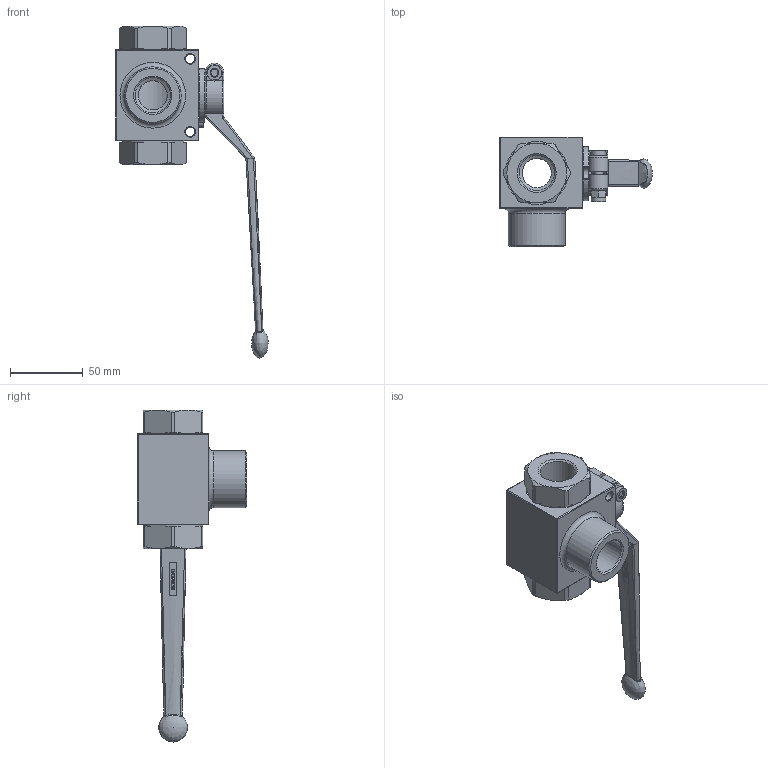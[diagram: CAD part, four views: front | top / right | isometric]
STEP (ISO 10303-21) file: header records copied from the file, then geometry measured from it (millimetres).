
FILE_DESCRIPTION(/* description */ ('Unknown','CAx-IF Rec.Pracs.---Representation and Presentation of Product Manufacturing Information (PMI)---4.0---2014-10-13','CAx-IF Rec.Pracs.---3D Tessellated Geometry---0.4---2014-09-14','2;1'),/* implementation_level */ '2;1');
FILE_NAME(/* name */ '4530_9630-05',/* time_stamp */ '2024-02-21T10:01:33+01:00',/* author */ ('Unknown'),/* organization */ ('Unknown'),/* preprocessor_version */ 'ST-DEVELOPER v18.102',/* originating_system */ 'Solid Edge',/* authorisation */ 'Unknown');
FILE_SCHEMA (('AP242_MANAGED_MODEL_BASED_3D_ENGINEERING_MIM_LF { 1 0 10303 442 1 1 4 }'));
Length unit declared in the file: millimetre
Products named in the file (2): 4530_9630-05; Parte2
Assembly tree (1 placements, depth 2):
  4530_9630-05
    Parte2
Bounding box: 104.6 x 75 x 227.5 mm (x, y, z)
Volume: 196959 mm3; surface area: 56436.8 mm2
Topology: 2 solids, 5 shells, 458 faces, 1172 edges, 749 vertices
Faces by surface type: plane 192, cylinder 139, cone 64, torus 33, bspline 16, sphere 14
Full cylindrical faces by diameter (mm): 2 x1, 4.917 x1, 6 x1, 6.25 x2, 6.5 x2, 8 x2, 10 x2, 20 x4, 24.117 x3, 25 x1, 35.4 x2, 36.376 x1, 38 x2, 39 x1, 39.4 x2, 43.2 x2
Entity records: 16835 total; most frequent: CARTESIAN_POINT 3940, ORIENTED_EDGE 2338, DIRECTION 2171, EDGE_CURVE 1169, AXIS2_PLACEMENT_3D 813, VERTEX_POINT 749, LINE 545, VECTOR 545
